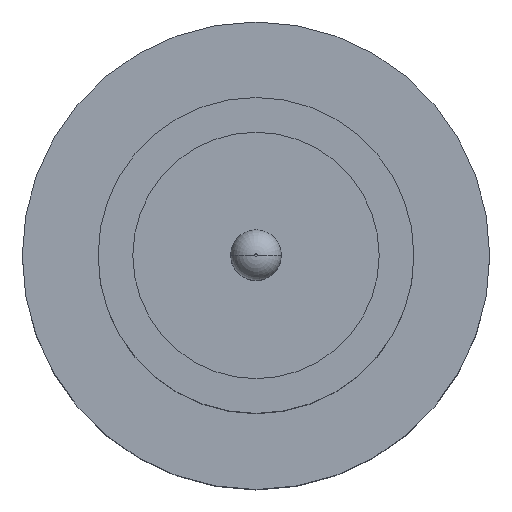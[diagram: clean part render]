
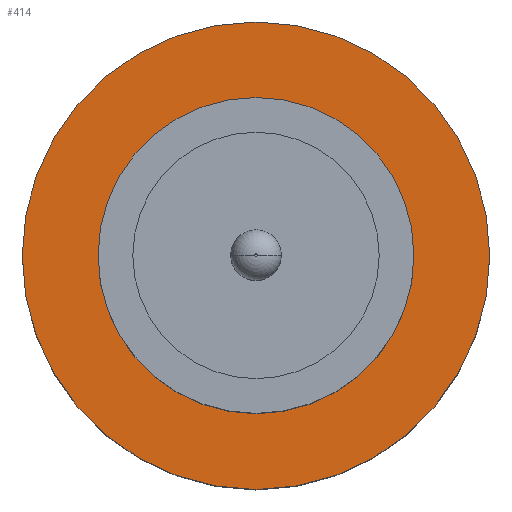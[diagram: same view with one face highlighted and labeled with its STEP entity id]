
A CAD part, top view. The second image highlights one B-rep face of the part: STEP entity #414.
In plain terms, the highlighted planar face has unit normal (0, 0, 1).
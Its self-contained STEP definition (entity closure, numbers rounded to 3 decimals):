
#15 = VERTEX_POINT ( 'NONE', #821 ) ;
#18 = DIRECTION ( 'NONE',  ( 1., 0., 0. ) ) ;
#65 = VERTEX_POINT ( 'NONE', #116 ) ;
#99 = DIRECTION ( 'NONE',  ( 1., 0., 0. ) ) ;
#115 = FACE_OUTER_BOUND ( 'NONE', #393, .T. ) ;
#116 = CARTESIAN_POINT ( 'NONE',  ( -1.85, 0., 1.55 ) ) ;
#129 = ORIENTED_EDGE ( 'NONE', *, *, #872, .F. ) ;
#133 = ORIENTED_EDGE ( 'NONE', *, *, #759, .F. ) ;
#156 = CIRCLE ( 'NONE', #174, 1.85 ) ;
#174 = AXIS2_PLACEMENT_3D ( 'NONE', #865, #630, #18 ) ;
#196 = DIRECTION ( 'NONE',  ( 1., 0., 0. ) ) ;
#218 = EDGE_CURVE ( 'NONE', #644, #65, #156, .T. ) ;
#221 = DIRECTION ( 'NONE',  ( 0., 0., 1. ) ) ;
#241 = FACE_BOUND ( 'NONE', #705, .T. ) ;
#262 = PLANE ( 'NONE',  #818 ) ;
#310 = DIRECTION ( 'NONE',  ( 0., 0., 1. ) ) ;
#385 = DIRECTION ( 'NONE',  ( 0., 0., 1. ) ) ;
#393 = EDGE_LOOP ( 'NONE', ( #500, #616 ) ) ;
#394 = AXIS2_PLACEMENT_3D ( 'NONE', #432, #666, #454 ) ;
#414 = ADVANCED_FACE ( 'NONE', ( #241, #115 ), #262, .T. ) ;
#432 = CARTESIAN_POINT ( 'NONE',  ( 0., 0., 1.55 ) ) ;
#454 = DIRECTION ( 'NONE',  ( 1., 0., 0. ) ) ;
#471 = CIRCLE ( 'NONE', #534, 1.25 ) ;
#500 = ORIENTED_EDGE ( 'NONE', *, *, #674, .T. ) ;
#521 = CARTESIAN_POINT ( 'NONE',  ( -1.25, 0., 1.55 ) ) ;
#534 = AXIS2_PLACEMENT_3D ( 'NONE', #738, #310, #99 ) ;
#557 = DIRECTION ( 'NONE',  ( 1., 0., 0. ) ) ;
#614 = CARTESIAN_POINT ( 'NONE',  ( 1.85, 0., 1.55 ) ) ;
#616 = ORIENTED_EDGE ( 'NONE', *, *, #218, .T. ) ;
#619 = AXIS2_PLACEMENT_3D ( 'NONE', #640, #221, #557 ) ;
#630 = DIRECTION ( 'NONE',  ( 0., 0., 1. ) ) ;
#639 = CIRCLE ( 'NONE', #394, 1.85 ) ;
#640 = CARTESIAN_POINT ( 'NONE',  ( 0., 0., 1.55 ) ) ;
#644 = VERTEX_POINT ( 'NONE', #614 ) ;
#666 = DIRECTION ( 'NONE',  ( 0., 0., 1. ) ) ;
#674 = EDGE_CURVE ( 'NONE', #65, #644, #639, .T. ) ;
#705 = EDGE_LOOP ( 'NONE', ( #133, #129 ) ) ;
#738 = CARTESIAN_POINT ( 'NONE',  ( 0., 0., 1.55 ) ) ;
#759 = EDGE_CURVE ( 'NONE', #15, #862, #837, .T. ) ;
#818 = AXIS2_PLACEMENT_3D ( 'NONE', #841, #385, #196 ) ;
#821 = CARTESIAN_POINT ( 'NONE',  ( 1.25, 0., 1.55 ) ) ;
#837 = CIRCLE ( 'NONE', #619, 1.25 ) ;
#841 = CARTESIAN_POINT ( 'NONE',  ( 0., 0., 1.55 ) ) ;
#862 = VERTEX_POINT ( 'NONE', #521 ) ;
#865 = CARTESIAN_POINT ( 'NONE',  ( 0., 0., 1.55 ) ) ;
#872 = EDGE_CURVE ( 'NONE', #862, #15, #471, .T. ) ;
